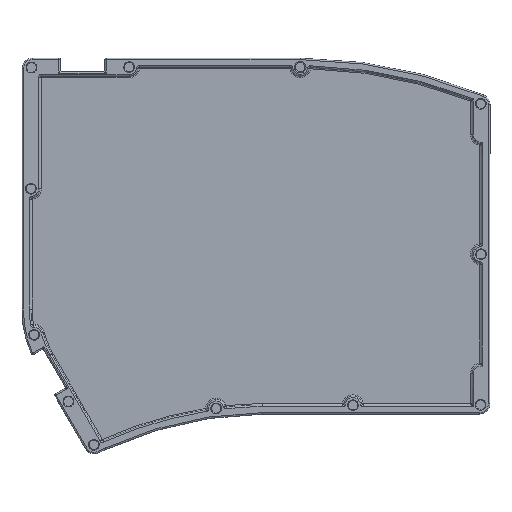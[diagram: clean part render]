
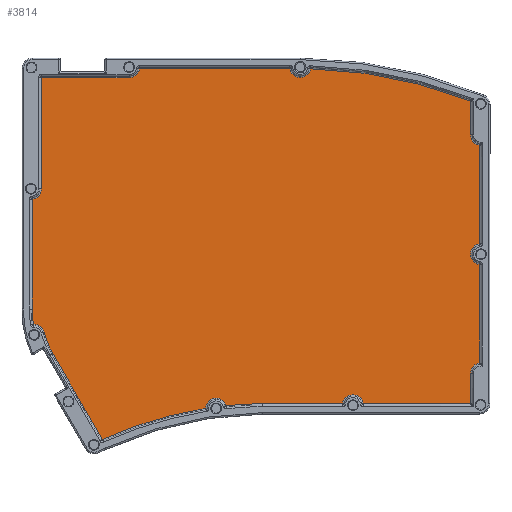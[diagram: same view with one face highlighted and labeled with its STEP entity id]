
A CAD part, top view. The second image highlights one B-rep face of the part: STEP entity #3814.
In plain terms, the highlighted planar face has unit normal (0, 0, 1).
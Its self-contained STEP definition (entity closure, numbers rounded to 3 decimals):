
#97=PLANE('',#4232);
#292=LINE('',#6752,#528);
#293=LINE('',#6755,#529);
#294=LINE('',#6758,#530);
#295=LINE('',#6764,#531);
#296=LINE('',#6768,#532);
#297=LINE('',#6770,#533);
#298=LINE('',#6774,#534);
#299=LINE('',#6782,#535);
#300=LINE('',#6790,#536);
#301=LINE('',#6793,#537);
#302=LINE('',#6794,#538);
#528=VECTOR('',#5126,10.);
#529=VECTOR('',#5129,10.);
#530=VECTOR('',#5132,10.);
#531=VECTOR('',#5137,10.);
#532=VECTOR('',#5140,0.5);
#533=VECTOR('',#5141,10.);
#534=VECTOR('',#5144,10.);
#535=VECTOR('',#5151,10.);
#536=VECTOR('',#5158,10.);
#537=VECTOR('',#5161,0.5);
#538=VECTOR('',#5162,10.);
#846=FACE_OUTER_BOUND('',#1132,.T.);
#1132=EDGE_LOOP('',(#2921,#2922,#2923,#2924,#2925,#2926,#2927,#2928,#2929,
#2930,#2931,#2932,#2933,#2934,#2935,#2936,#2937,#2938,#2939,#2940,#2941,
#2942,#2943,#2944,#2945));
#1469=CIRCLE('',#4233,3.5);
#1470=CIRCLE('',#4234,3.5);
#1471=CIRCLE('',#4235,3.5);
#1472=CIRCLE('',#4236,158.423);
#1473=CIRCLE('',#4237,3.5);
#1474=CIRCLE('',#4238,3.5);
#1475=CIRCLE('',#4239,3.5);
#1476=CIRCLE('',#4240,32.565);
#1477=CIRCLE('',#4241,3.5);
#1478=CIRCLE('',#4242,29.565);
#1479=CIRCLE('',#4243,132.682);
#1480=CIRCLE('',#4244,3.5);
#1481=CIRCLE('',#4245,132.682);
#1482=CIRCLE('',#4246,3.5);
#1824=VERTEX_POINT('',#6722);
#1826=VERTEX_POINT('',#6728);
#1831=VERTEX_POINT('',#6738);
#1832=VERTEX_POINT('',#6742);
#1835=VERTEX_POINT('',#6749);
#1836=VERTEX_POINT('',#6751);
#1837=VERTEX_POINT('',#6753);
#1838=VERTEX_POINT('',#6756);
#1839=VERTEX_POINT('',#6759);
#1840=VERTEX_POINT('',#6761);
#1841=VERTEX_POINT('',#6763);
#1842=VERTEX_POINT('',#6765);
#1843=VERTEX_POINT('',#6767);
#1844=VERTEX_POINT('',#6769);
#1845=VERTEX_POINT('',#6771);
#1846=VERTEX_POINT('',#6773);
#1847=VERTEX_POINT('',#6775);
#1848=VERTEX_POINT('',#6777);
#1849=VERTEX_POINT('',#6779);
#1850=VERTEX_POINT('',#6781);
#1851=VERTEX_POINT('',#6783);
#1852=VERTEX_POINT('',#6785);
#1853=VERTEX_POINT('',#6787);
#1854=VERTEX_POINT('',#6789);
#1855=VERTEX_POINT('',#6791);
#2223=EDGE_CURVE('',#1835,#1832,#1469,.T.);
#2224=EDGE_CURVE('',#1832,#1836,#292,.T.);
#2225=EDGE_CURVE('',#1836,#1837,#1470,.T.);
#2226=EDGE_CURVE('',#1837,#1831,#293,.T.);
#2227=EDGE_CURVE('',#1831,#1838,#1471,.T.);
#2228=EDGE_CURVE('',#1838,#1826,#294,.T.);
#2229=EDGE_CURVE('',#1826,#1839,#1472,.T.);
#2230=EDGE_CURVE('',#1839,#1840,#1473,.T.);
#2231=EDGE_CURVE('',#1840,#1841,#295,.T.);
#2232=EDGE_CURVE('',#1841,#1842,#1474,.T.);
#2233=EDGE_CURVE('',#1842,#1843,#296,.T.);
#2234=EDGE_CURVE('',#1843,#1844,#297,.T.);
#2235=EDGE_CURVE('',#1844,#1845,#1475,.T.);
#2236=EDGE_CURVE('',#1845,#1846,#298,.T.);
#2237=EDGE_CURVE('',#1846,#1847,#1476,.T.);
#2238=EDGE_CURVE('',#1847,#1848,#1477,.T.);
#2239=EDGE_CURVE('',#1848,#1849,#1478,.T.);
#2240=EDGE_CURVE('',#1849,#1850,#299,.T.);
#2241=EDGE_CURVE('',#1850,#1851,#1479,.T.);
#2242=EDGE_CURVE('',#1851,#1852,#1480,.T.);
#2243=EDGE_CURVE('',#1852,#1853,#1481,.T.);
#2244=EDGE_CURVE('',#1853,#1854,#300,.T.);
#2245=EDGE_CURVE('',#1854,#1855,#1482,.T.);
#2246=EDGE_CURVE('',#1855,#1824,#301,.T.);
#2247=EDGE_CURVE('',#1824,#1835,#302,.T.);
#2921=ORIENTED_EDGE('',*,*,#2223,.T.);
#2922=ORIENTED_EDGE('',*,*,#2224,.T.);
#2923=ORIENTED_EDGE('',*,*,#2225,.T.);
#2924=ORIENTED_EDGE('',*,*,#2226,.T.);
#2925=ORIENTED_EDGE('',*,*,#2227,.T.);
#2926=ORIENTED_EDGE('',*,*,#2228,.T.);
#2927=ORIENTED_EDGE('',*,*,#2229,.T.);
#2928=ORIENTED_EDGE('',*,*,#2230,.T.);
#2929=ORIENTED_EDGE('',*,*,#2231,.T.);
#2930=ORIENTED_EDGE('',*,*,#2232,.T.);
#2931=ORIENTED_EDGE('',*,*,#2233,.T.);
#2932=ORIENTED_EDGE('',*,*,#2234,.T.);
#2933=ORIENTED_EDGE('',*,*,#2235,.T.);
#2934=ORIENTED_EDGE('',*,*,#2236,.T.);
#2935=ORIENTED_EDGE('',*,*,#2237,.T.);
#2936=ORIENTED_EDGE('',*,*,#2238,.T.);
#2937=ORIENTED_EDGE('',*,*,#2239,.T.);
#2938=ORIENTED_EDGE('',*,*,#2240,.T.);
#2939=ORIENTED_EDGE('',*,*,#2241,.T.);
#2940=ORIENTED_EDGE('',*,*,#2242,.T.);
#2941=ORIENTED_EDGE('',*,*,#2243,.T.);
#2942=ORIENTED_EDGE('',*,*,#2244,.T.);
#2943=ORIENTED_EDGE('',*,*,#2245,.T.);
#2944=ORIENTED_EDGE('',*,*,#2246,.T.);
#2945=ORIENTED_EDGE('',*,*,#2247,.T.);
#3814=ADVANCED_FACE('',(#846),#97,.F.);
#4232=AXIS2_PLACEMENT_3D('',#6748,#5122,#5123);
#4233=AXIS2_PLACEMENT_3D('',#6750,#5124,#5125);
#4234=AXIS2_PLACEMENT_3D('',#6754,#5127,#5128);
#4235=AXIS2_PLACEMENT_3D('',#6757,#5130,#5131);
#4236=AXIS2_PLACEMENT_3D('',#6760,#5133,#5134);
#4237=AXIS2_PLACEMENT_3D('',#6762,#5135,#5136);
#4238=AXIS2_PLACEMENT_3D('',#6766,#5138,#5139);
#4239=AXIS2_PLACEMENT_3D('',#6772,#5142,#5143);
#4240=AXIS2_PLACEMENT_3D('',#6776,#5145,#5146);
#4241=AXIS2_PLACEMENT_3D('',#6778,#5147,#5148);
#4242=AXIS2_PLACEMENT_3D('',#6780,#5149,#5150);
#4243=AXIS2_PLACEMENT_3D('',#6784,#5152,#5153);
#4244=AXIS2_PLACEMENT_3D('',#6786,#5154,#5155);
#4245=AXIS2_PLACEMENT_3D('',#6788,#5156,#5157);
#4246=AXIS2_PLACEMENT_3D('',#6792,#5159,#5160);
#5122=DIRECTION('center_axis',(0.,0.,-1.));
#5123=DIRECTION('ref_axis',(-1.,0.,0.));
#5124=DIRECTION('center_axis',(0.,0.,-1.));
#5125=DIRECTION('ref_axis',(-0.764,0.645,0.));
#5126=DIRECTION('',(0.,1.,0.));
#5127=DIRECTION('center_axis',(0.,0.,-1.));
#5128=DIRECTION('ref_axis',(-1.,0.,0.));
#5129=DIRECTION('',(0.,1.,0.));
#5130=DIRECTION('center_axis',(0.,0.,-1.));
#5131=DIRECTION('ref_axis',(-0.764,-0.645,0.));
#5132=DIRECTION('',(0.,1.,0.));
#5133=DIRECTION('center_axis',(0.,0.,1.));
#5134=DIRECTION('ref_axis',(0.198,0.98,0.));
#5135=DIRECTION('center_axis',(0.,0.,-1.));
#5136=DIRECTION('ref_axis',(-0.006,-1.,0.));
#5137=DIRECTION('',(-1.,0.,0.));
#5138=DIRECTION('center_axis',(0.,0.,-1.));
#5139=DIRECTION('ref_axis',(0.707,-0.707,0.));
#5140=DIRECTION('',(-1.,0.,0.));
#5141=DIRECTION('',(0.,-1.,0.));
#5142=DIRECTION('center_axis',(0.,0.,-1.));
#5143=DIRECTION('ref_axis',(0.764,-0.645,0.));
#5144=DIRECTION('',(0.,-1.,0.));
#5145=DIRECTION('center_axis',(0.,0.,1.));
#5146=DIRECTION('ref_axis',(-0.997,-0.075,0.));
#5147=DIRECTION('center_axis',(0.,0.,-1.));
#5148=DIRECTION('ref_axis',(0.596,0.803,0.));
#5149=DIRECTION('center_axis',(0.,0.,1.));
#5150=DIRECTION('ref_axis',(-0.927,-0.375,0.));
#5151=DIRECTION('',(0.5,-0.866,0.));
#5152=DIRECTION('center_axis',(0.,0.,-1.));
#5153=DIRECTION('ref_axis',(-1.,0.,0.));
#5154=DIRECTION('center_axis',(0.,0.,-1.));
#5155=DIRECTION('ref_axis',(-0.129,0.992,0.));
#5156=DIRECTION('center_axis',(0.,0.,-1.));
#5157=DIRECTION('ref_axis',(-0.059,0.998,0.));
#5158=DIRECTION('',(1.,0.,0.));
#5159=DIRECTION('center_axis',(0.,0.,-1.));
#5160=DIRECTION('ref_axis',(0.,1.,0.));
#5161=DIRECTION('',(1.,0.,0.));
#5162=DIRECTION('',(0.,1.,0.));
#6722=CARTESIAN_POINT('',(-10.5,-118.74,3.));
#6728=CARTESIAN_POINT('',(-10.5,-17.264,3.));
#6738=CARTESIAN_POINT('',(-7.5,-32.07,3.));
#6742=CARTESIAN_POINT('',(-7.5,-105.142,3.));
#6748=CARTESIAN_POINT('Origin',(-82.454,-69.225,3.));
#6749=CARTESIAN_POINT('',(-10.5,-108.606,3.));
#6750=CARTESIAN_POINT('Origin',(-7.,-108.606,3.));
#6751=CARTESIAN_POINT('',(-7.5,-72.07,3.));
#6752=CARTESIAN_POINT('',(-7.5,-92.661,3.));
#6753=CARTESIAN_POINT('',(-7.5,-65.142,3.));
#6754=CARTESIAN_POINT('Origin',(-7.,-68.606,3.));
#6755=CARTESIAN_POINT('',(-7.5,-68.515,3.));
#6756=CARTESIAN_POINT('',(-10.5,-28.606,3.));
#6757=CARTESIAN_POINT('Origin',(-7.,-28.606,3.));
#6758=CARTESIAN_POINT('',(-10.5,-92.661,3.));
#6759=CARTESIAN_POINT('',(-64.178,-6.447,3.));
#6760=CARTESIAN_POINT('Origin',(-68.164,-164.82,3.));
#6761=CARTESIAN_POINT('',(-71.099,-6.398,3.));
#6762=CARTESIAN_POINT('Origin',(-67.635,-5.898,3.));
#6763=CARTESIAN_POINT('',(-121.536,-6.398,3.));
#6764=CARTESIAN_POINT('',(-76.545,-6.398,3.));
#6765=CARTESIAN_POINT('',(-125.,-9.398,3.));
#6766=CARTESIAN_POINT('Origin',(-125.,-5.898,3.));
#6767=CARTESIAN_POINT('',(-154.407,-9.398,3.));
#6768=CARTESIAN_POINT('',(-75.047,-9.398,3.));
#6769=CARTESIAN_POINT('',(-154.407,-46.706,3.));
#6770=CARTESIAN_POINT('',(-154.407,-39.062,3.));
#6771=CARTESIAN_POINT('',(-157.407,-50.17,3.));
#6772=CARTESIAN_POINT('Origin',(-157.907,-46.706,3.));
#6773=CARTESIAN_POINT('',(-157.407,-87.017,3.));
#6774=CARTESIAN_POINT('',(-157.407,-59.466,3.));
#6775=CARTESIAN_POINT('',(-157.057,-92.162,3.));
#6776=CARTESIAN_POINT('Origin',(-124.844,-87.386,3.));
#6777=CARTESIAN_POINT('',(-153.469,-94.781,3.));
#6778=CARTESIAN_POINT('Origin',(-156.858,-95.656,3.));
#6779=CARTESIAN_POINT('',(-150.553,-101.985,3.));
#6780=CARTESIAN_POINT('Origin',(-124.844,-87.386,3.));
#6781=CARTESIAN_POINT('',(-133.935,-130.753,3.));
#6782=CARTESIAN_POINT('',(-144.254,-112.889,3.));
#6783=CARTESIAN_POINT('',(-99.31,-120.333,3.));
#6784=CARTESIAN_POINT('Origin',(-78.743,-251.411,3.));
#6785=CARTESIAN_POINT('',(-92.427,-119.436,3.));
#6786=CARTESIAN_POINT('Origin',(-95.81,-120.335,3.));
#6787=CARTESIAN_POINT('',(-80.321,-118.738,3.));
#6788=CARTESIAN_POINT('Origin',(-78.743,-251.411,3.));
#6789=CARTESIAN_POINT('',(-53.417,-118.739,3.));
#6790=CARTESIAN_POINT('',(-81.387,-118.738,3.));
#6791=CARTESIAN_POINT('',(-46.489,-118.739,3.));
#6792=CARTESIAN_POINT('Origin',(-49.953,-119.239,3.));
#6793=CARTESIAN_POINT('',(-64.704,-118.739,3.));
#6794=CARTESIAN_POINT('',(-10.5,-92.661,3.));
